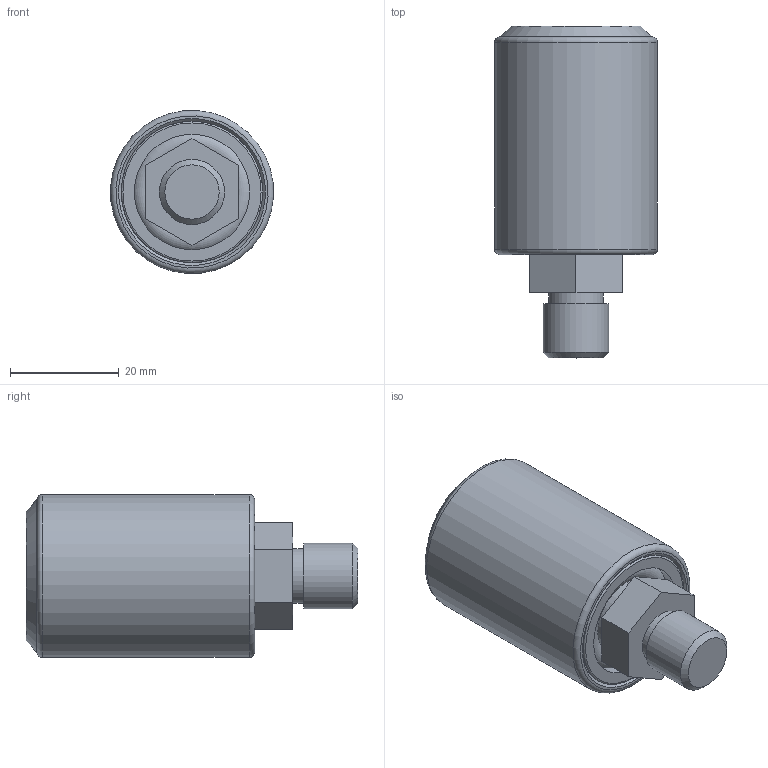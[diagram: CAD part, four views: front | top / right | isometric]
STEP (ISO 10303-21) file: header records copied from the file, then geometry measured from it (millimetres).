
FILE_DESCRIPTION (( 'STEP AP203' ), '1' );
FILE_NAME ('220511 STEP 1872.STEP', '2022-05-11T14:15:43', ( '' ), ( '' ), 'SwSTEP 2.0', 'SolidWorks 2021', '' );
FILE_SCHEMA (( 'CONFIG_CONTROL_DESIGN' ));
Length unit declared in the file: millimetre
Products named in the file (1): 220511 STEP 1872
Bounding box: 29.95 x 61 x 29.95 mm (x, y, z)
Surface area: 7089.8 mm2 (no closed solid volume)
Topology: 0 solids, 4 shells, 26 faces, 56 edges, 37 vertices
Faces by surface type: plane 13, cylinder 6, torus 4, cone 3
Full cylindrical faces by diameter (mm): 10 x1, 12 x1, 14.8 x1, 21.2 x1, 26 x1, 30 x1
Entity records: 681 total; most frequent: DIRECTION 114, CARTESIAN_POINT 99, ORIENTED_EDGE 67, AXIS2_PLACEMENT_3D 48, EDGE_LOOP 44, EDGE_CURVE 39, FACE_OUTER_BOUND 36, VERTEX_POINT 33
